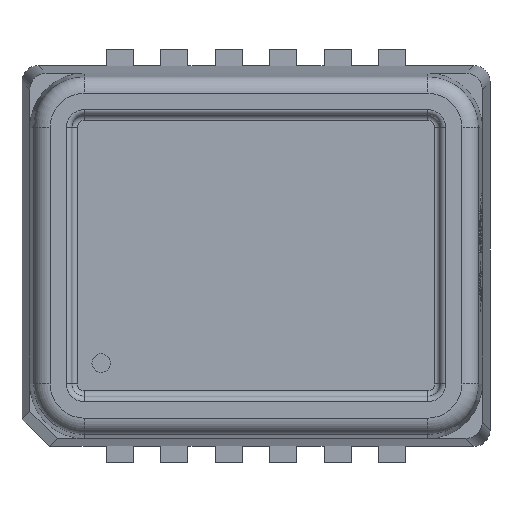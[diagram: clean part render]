
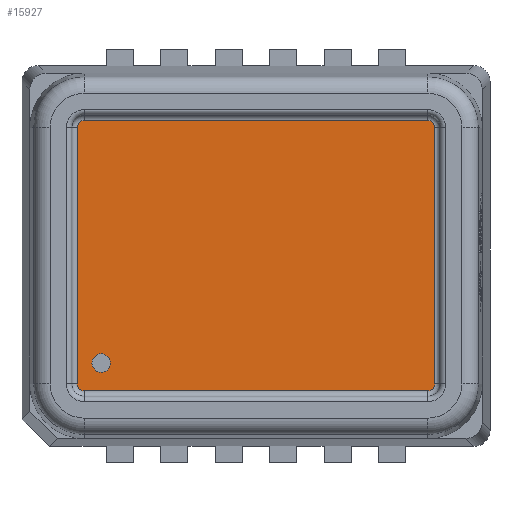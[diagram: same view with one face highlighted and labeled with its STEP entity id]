
A CAD part, top view. The second image highlights one B-rep face of the part: STEP entity #15927.
In plain terms, the highlighted planar face has unit normal (0, 0, 1).
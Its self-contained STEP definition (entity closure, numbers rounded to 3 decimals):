
#178 = VERTEX_POINT ( 'NONE', #9368 ) ;
#274 = ORIENTED_EDGE ( 'NONE', *, *, #16211, .T. ) ;
#673 = VERTEX_POINT ( 'NONE', #13033 ) ;
#730 = EDGE_CURVE ( 'NONE', #2325, #3995, #1687, .T. ) ;
#827 = CARTESIAN_POINT ( 'NONE',  ( 3.156, -2.356, 3.1 ) ) ;
#1585 = EDGE_CURVE ( 'NONE', #673, #2189, #2392, .T. ) ;
#1687 = CIRCLE ( 'NONE', #13159, 0.169 ) ;
#2189 = VERTEX_POINT ( 'NONE', #14603 ) ;
#2325 = VERTEX_POINT ( 'NONE', #20166 ) ;
#2336 = LINE ( 'NONE', #14478, #2700 ) ;
#2337 = ORIENTED_EDGE ( 'NONE', *, *, #7779, .T. ) ;
#2392 = CIRCLE ( 'NONE', #5970, 0.129 ) ;
#2416 = DIRECTION ( 'NONE',  ( 1., 0., 0. ) ) ;
#2490 = EDGE_LOOP ( 'NONE', ( #2581, #3214 ) ) ;
#2536 = EDGE_CURVE ( 'NONE', #9781, #16764, #12518, .T. ) ;
#2581 = ORIENTED_EDGE ( 'NONE', *, *, #730, .F. ) ;
#2700 = VECTOR ( 'NONE', #8596, 1000. ) ;
#2747 = PLANE ( 'NONE',  #5455 ) ;
#3214 = ORIENTED_EDGE ( 'NONE', *, *, #16551, .F. ) ;
#3376 = DIRECTION ( 'NONE',  ( 0., 0., 1. ) ) ;
#3443 = DIRECTION ( 'NONE',  ( 0., 0., 1. ) ) ;
#3633 = CARTESIAN_POINT ( 'NONE',  ( 3.284, -2.356, 3.1 ) ) ;
#3670 = VECTOR ( 'NONE', #5147, 1000. ) ;
#3719 = DIRECTION ( 'NONE',  ( 0., 0., 1. ) ) ;
#3929 = AXIS2_PLACEMENT_3D ( 'NONE', #8495, #14781, #10181 ) ;
#3995 = VERTEX_POINT ( 'NONE', #13170 ) ;
#4693 = DIRECTION ( 'NONE',  ( 1., 0., 0. ) ) ;
#4986 = CARTESIAN_POINT ( 'NONE',  ( 3.156, -2.356, 3.1 ) ) ;
#5147 = DIRECTION ( 'NONE',  ( -1., 0., 0. ) ) ;
#5363 = CARTESIAN_POINT ( 'NONE',  ( -3.156, -2.356, 3.1 ) ) ;
#5414 = CARTESIAN_POINT ( 'NONE',  ( -2.846, -1.973, 3.1 ) ) ;
#5455 = AXIS2_PLACEMENT_3D ( 'NONE', #827, #3719, #2416 ) ;
#5970 = AXIS2_PLACEMENT_3D ( 'NONE', #6772, #3376, #14296 ) ;
#6772 = CARTESIAN_POINT ( 'NONE',  ( -3.156, 2.356, 3.1 ) ) ;
#6773 = CIRCLE ( 'NONE', #19251, 0.169 ) ;
#7066 = ORIENTED_EDGE ( 'NONE', *, *, #2536, .T. ) ;
#7112 = CIRCLE ( 'NONE', #15001, 0.129 ) ;
#7485 = DIRECTION ( 'NONE',  ( 0., 0., 1. ) ) ;
#7779 = EDGE_CURVE ( 'NONE', #178, #9781, #17912, .T. ) ;
#8417 = ORIENTED_EDGE ( 'NONE', *, *, #15668, .T. ) ;
#8495 = CARTESIAN_POINT ( 'NONE',  ( 3.156, 2.356, 3.1 ) ) ;
#8515 = CARTESIAN_POINT ( 'NONE',  ( -3.156, -2.484, 3.1 ) ) ;
#8596 = DIRECTION ( 'NONE',  ( 1., 0., 0. ) ) ;
#8835 = DIRECTION ( 'NONE',  ( 0., -1., 0. ) ) ;
#9019 = CARTESIAN_POINT ( 'NONE',  ( 3.156, -2.484, 3.1 ) ) ;
#9091 = CARTESIAN_POINT ( 'NONE',  ( -2.846, -1.973, 3.1 ) ) ;
#9188 = DIRECTION ( 'NONE',  ( 1., 0., 0. ) ) ;
#9368 = CARTESIAN_POINT ( 'NONE',  ( 3.284, -2.356, 3.1 ) ) ;
#9781 = VERTEX_POINT ( 'NONE', #10266 ) ;
#10181 = DIRECTION ( 'NONE',  ( 1., 0., 0. ) ) ;
#10266 = CARTESIAN_POINT ( 'NONE',  ( 3.284, 2.356, 3.1 ) ) ;
#10598 = FACE_BOUND ( 'NONE', #2490, .T. ) ;
#11089 = DIRECTION ( 'NONE',  ( 0., 0., 1. ) ) ;
#11250 = ORIENTED_EDGE ( 'NONE', *, *, #19761, .T. ) ;
#11704 = DIRECTION ( 'NONE',  ( 1., 0., 0. ) ) ;
#12000 = EDGE_CURVE ( 'NONE', #16764, #673, #12985, .T. ) ;
#12518 = CIRCLE ( 'NONE', #3929, 0.129 ) ;
#12985 = LINE ( 'NONE', #19216, #3670 ) ;
#13033 = CARTESIAN_POINT ( 'NONE',  ( -3.156, 2.484, 3.1 ) ) ;
#13159 = AXIS2_PLACEMENT_3D ( 'NONE', #9091, #16581, #9188 ) ;
#13170 = CARTESIAN_POINT ( 'NONE',  ( -3.015, -1.973, 3.1 ) ) ;
#13434 = VECTOR ( 'NONE', #8835, 1000. ) ;
#13495 = AXIS2_PLACEMENT_3D ( 'NONE', #4986, #11089, #4693 ) ;
#13561 = EDGE_LOOP ( 'NONE', ( #274, #11250, #20199, #2337, #7066, #19319, #17765, #8417 ) ) ;
#14040 = CARTESIAN_POINT ( 'NONE',  ( 3.156, 2.484, 3.1 ) ) ;
#14122 = VERTEX_POINT ( 'NONE', #8515 ) ;
#14142 = VERTEX_POINT ( 'NONE', #9019 ) ;
#14283 = CARTESIAN_POINT ( 'NONE',  ( -3.284, -2.356, 3.1 ) ) ;
#14296 = DIRECTION ( 'NONE',  ( 1., 0., 0. ) ) ;
#14478 = CARTESIAN_POINT ( 'NONE',  ( 3.156, -2.484, 3.1 ) ) ;
#14603 = CARTESIAN_POINT ( 'NONE',  ( -3.284, 2.356, 3.1 ) ) ;
#14781 = DIRECTION ( 'NONE',  ( 0., 0., 1. ) ) ;
#15001 = AXIS2_PLACEMENT_3D ( 'NONE', #5363, #7485, #17882 ) ;
#15668 = EDGE_CURVE ( 'NONE', #2189, #15763, #19854, .T. ) ;
#15763 = VERTEX_POINT ( 'NONE', #14283 ) ;
#15927 = ADVANCED_FACE ( 'NONE', ( #10598, #16801 ), #2747, .T. ) ;
#16211 = EDGE_CURVE ( 'NONE', #15763, #14122, #7112, .T. ) ;
#16551 = EDGE_CURVE ( 'NONE', #3995, #2325, #6773, .T. ) ;
#16581 = DIRECTION ( 'NONE',  ( 0., 0., 1. ) ) ;
#16629 = CARTESIAN_POINT ( 'NONE',  ( -3.284, -2.356, 3.1 ) ) ;
#16764 = VERTEX_POINT ( 'NONE', #14040 ) ;
#16801 = FACE_OUTER_BOUND ( 'NONE', #13561, .T. ) ;
#17616 = DIRECTION ( 'NONE',  ( 0., 1., 0. ) ) ;
#17736 = CIRCLE ( 'NONE', #13495, 0.129 ) ;
#17765 = ORIENTED_EDGE ( 'NONE', *, *, #1585, .T. ) ;
#17882 = DIRECTION ( 'NONE',  ( 1., 0., 0. ) ) ;
#17912 = LINE ( 'NONE', #3633, #18714 ) ;
#18307 = EDGE_CURVE ( 'NONE', #14142, #178, #17736, .T. ) ;
#18714 = VECTOR ( 'NONE', #17616, 1000. ) ;
#19216 = CARTESIAN_POINT ( 'NONE',  ( 3.156, 2.484, 3.1 ) ) ;
#19251 = AXIS2_PLACEMENT_3D ( 'NONE', #5414, #3443, #11704 ) ;
#19319 = ORIENTED_EDGE ( 'NONE', *, *, #12000, .T. ) ;
#19761 = EDGE_CURVE ( 'NONE', #14122, #14142, #2336, .T. ) ;
#19854 = LINE ( 'NONE', #16629, #13434 ) ;
#20166 = CARTESIAN_POINT ( 'NONE',  ( -2.677, -1.973, 3.1 ) ) ;
#20199 = ORIENTED_EDGE ( 'NONE', *, *, #18307, .T. ) ;
